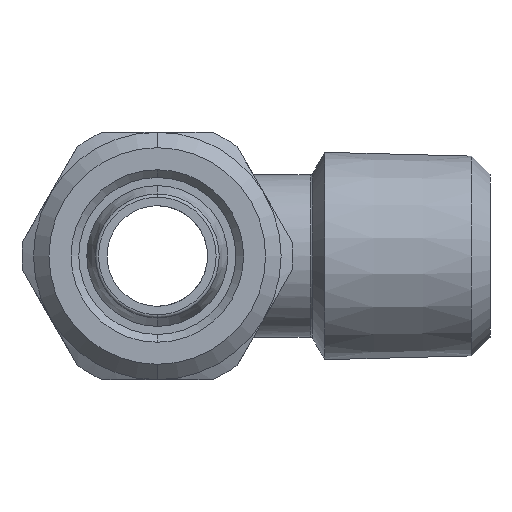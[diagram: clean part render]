
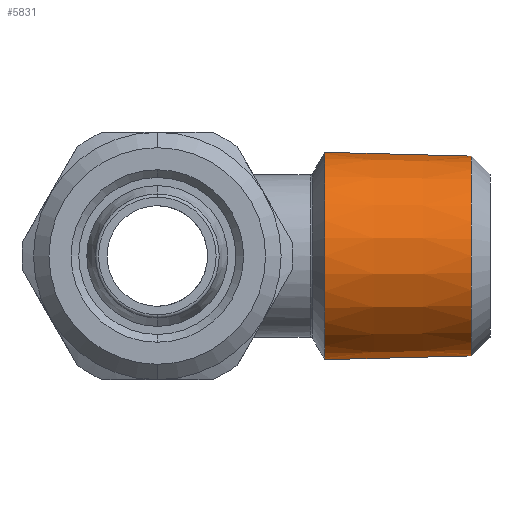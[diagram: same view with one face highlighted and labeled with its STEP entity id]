
A CAD part, left-side view. The second image highlights one B-rep face of the part: STEP entity #5831.
In plain terms, the highlighted conical face has half-angle 1.47 degrees and reference radius 6.707 mm.
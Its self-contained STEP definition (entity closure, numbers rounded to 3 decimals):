
#14 = FACE_OUTER_BOUND ( 'NONE', #990, .T. ) ;
#404 = CIRCLE ( 'NONE', #463, 6.698 ) ;
#463 = AXIS2_PLACEMENT_3D ( 'NONE', #1365, #1366, #1367 ) ;
#502 = VECTOR ( 'NONE', #4261, 1000. ) ;
#570 = CONICAL_SURFACE ( 'NONE', #588, 6.707, 0.026 ) ;
#588 = AXIS2_PLACEMENT_3D ( 'NONE', #2054, #2055, #2056 ) ;
#589 = VECTOR ( 'NONE', #4253, 1000. ) ;
#967 = CIRCLE ( 'NONE', #2310, 6.455 ) ;
#990 = EDGE_LOOP ( 'NONE', ( #5140, #5141, #5142, #5139 ) ) ;
#1365 = CARTESIAN_POINT ( 'NONE',  ( 0., -10.826, 0. ) ) ;
#1366 = DIRECTION ( 'NONE',  ( 0., -1., 0. ) ) ;
#1367 = DIRECTION ( 'NONE',  ( 0., 0., 1. ) ) ;
#1696 = EDGE_CURVE ( 'NONE', #5319, #5317, #4611, .T. ) ;
#1700 = EDGE_CURVE ( 'NONE', #5318, #5316, #4612, .T. ) ;
#2054 = CARTESIAN_POINT ( 'NONE',  ( 0., -10.5, 0. ) ) ;
#2055 = DIRECTION ( 'NONE',  ( 0., 1., 0. ) ) ;
#2056 = DIRECTION ( 'NONE',  ( 0., 0., 1. ) ) ;
#2310 = AXIS2_PLACEMENT_3D ( 'NONE', #5472, #5473, #5474 ) ;
#4047 = CARTESIAN_POINT ( 'NONE',  ( 0., -10.826, 6.698 ) ) ;
#4048 = CARTESIAN_POINT ( 'NONE',  ( 0., -10.826, -6.698 ) ) ;
#4049 = CARTESIAN_POINT ( 'NONE',  ( 0., -20.3, 6.455 ) ) ;
#4050 = CARTESIAN_POINT ( 'NONE',  ( 0., -20.3, -6.455 ) ) ;
#4252 = CARTESIAN_POINT ( 'NONE',  ( 0., -10.5, -6.707 ) ) ;
#4253 = DIRECTION ( 'NONE',  ( 0., 1., -0.026 ) ) ;
#4260 = CARTESIAN_POINT ( 'NONE',  ( 0., -10.5, 6.707 ) ) ;
#4261 = DIRECTION ( 'NONE',  ( 0., 1., 0.026 ) ) ;
#4611 = LINE ( 'NONE', #4252, #589 ) ;
#4612 = LINE ( 'NONE', #4260, #502 ) ;
#5139 = ORIENTED_EDGE ( 'NONE', *, *, #5913, .T. ) ;
#5140 = ORIENTED_EDGE ( 'NONE', *, *, #1696, .F. ) ;
#5141 = ORIENTED_EDGE ( 'NONE', *, *, #6082, .F. ) ;
#5142 = ORIENTED_EDGE ( 'NONE', *, *, #1700, .T. ) ;
#5316 = VERTEX_POINT ( 'NONE', #4047 ) ;
#5317 = VERTEX_POINT ( 'NONE', #4048 ) ;
#5318 = VERTEX_POINT ( 'NONE', #4049 ) ;
#5319 = VERTEX_POINT ( 'NONE', #4050 ) ;
#5472 = CARTESIAN_POINT ( 'NONE',  ( 0., -20.3, 0. ) ) ;
#5473 = DIRECTION ( 'NONE',  ( 0., -1., 0. ) ) ;
#5474 = DIRECTION ( 'NONE',  ( 0., 0., -1. ) ) ;
#5831 = ADVANCED_FACE ( 'NONE', ( #14 ), #570, .T. ) ;
#5913 = EDGE_CURVE ( 'NONE', #5316, #5317, #404, .T. ) ;
#6082 = EDGE_CURVE ( 'NONE', #5318, #5319, #967, .T. ) ;
